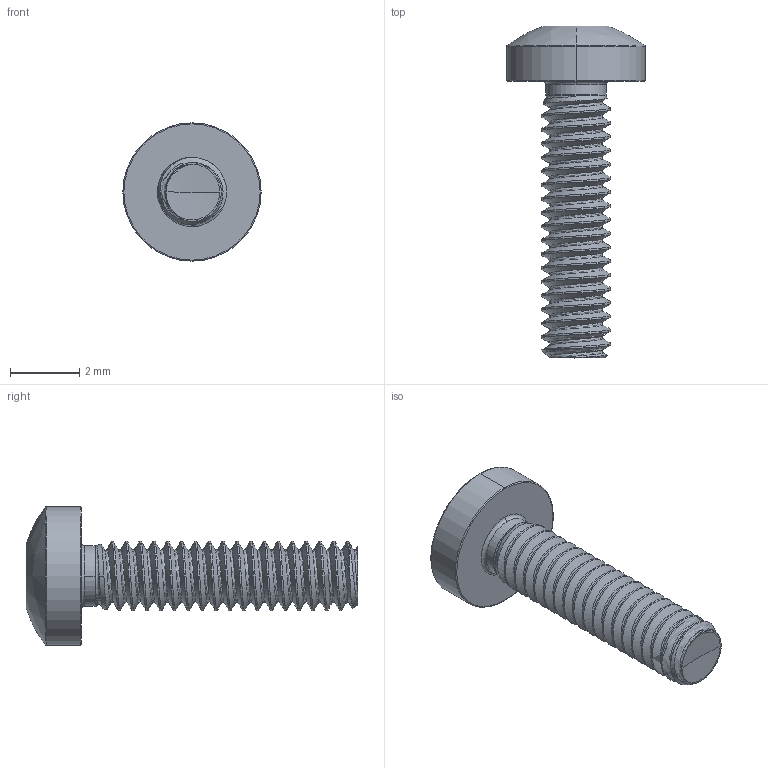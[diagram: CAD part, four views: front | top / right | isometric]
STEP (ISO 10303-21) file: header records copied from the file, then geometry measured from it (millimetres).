
FILE_DESCRIPTION (( 'STEP AP203' ), '1' );
FILE_NAME ('STM390200080.STEP', '2020-12-23T14:28:07', ( '' ), ( '' ), 'SwSTEP 2.0', 'SolidWorks 2015', '' );
FILE_SCHEMA (( 'CONFIG_CONTROL_DESIGN' ));
Length unit declared in the file: millimetre
Products named in the file (2): STM390200080
Bounding box: 4 x 9.6 x 4 mm (x, y, z)
Volume: 35 mm3; surface area: 115.2 mm2
Topology: 1 solids, 1 shells, 108 faces, 284 edges, 178 vertices
Faces by surface type: cylinder 59, bspline 18, torus 13, cone 11, sphere 4, plane 3
Entity records: 17814 total; most frequent: CARTESIAN_POINT 15404, ORIENTED_EDGE 564, DIRECTION 378, EDGE_CURVE 282, VERTEX_POINT 178, AXIS2_PLACEMENT_3D 155, EDGE_LOOP 110, ADVANCED_FACE 108
